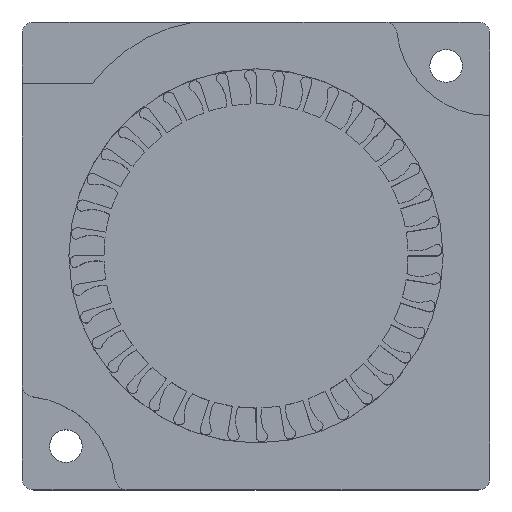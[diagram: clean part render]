
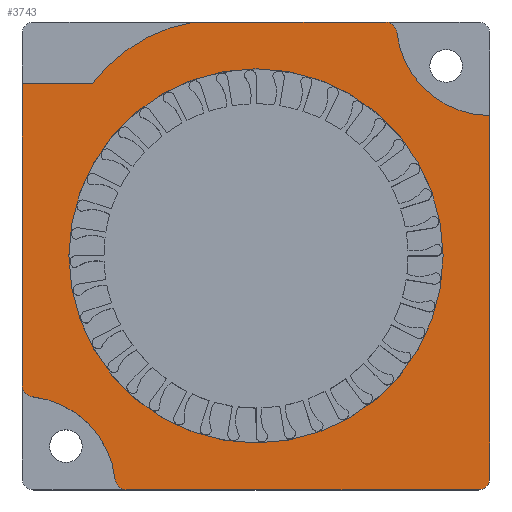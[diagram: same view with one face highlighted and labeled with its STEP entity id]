
A CAD part, top view. The second image highlights one B-rep face of the part: STEP entity #3743.
In plain terms, the highlighted planar face has unit normal (0, 0, 1).
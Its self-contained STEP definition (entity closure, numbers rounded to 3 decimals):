
#14=FACE_BOUND('',#450,.T.);
#67=PLANE('',#4206);
#253=FACE_OUTER_BOUND('',#449,.T.);
#449=EDGE_LOOP('',(#3051,#3052,#3053,#3054,#3055,#3056,#3057,#3058,#3059,
#3060,#3061,#3062));
#450=EDGE_LOOP('',(#3063));
#654=LINE('',#6101,#958);
#784=LINE('',#6527,#1088);
#788=LINE('',#6536,#1092);
#792=LINE('',#6549,#1096);
#793=LINE('',#6552,#1097);
#958=VECTOR('',#4773,1000.);
#1088=VECTOR('',#5315,1000.);
#1092=VECTOR('',#5321,1000.);
#1096=VECTOR('',#5333,1000.);
#1097=VECTOR('',#5336,1000.);
#1143=CIRCLE('',#3839,8.);
#1386=CIRCLE('',#4207,0.5);
#1387=CIRCLE('',#4208,4.);
#1388=CIRCLE('',#4209,0.5);
#1389=CIRCLE('',#4210,6.883);
#1390=CIRCLE('',#4211,0.5);
#1391=CIRCLE('',#4212,4.);
#1392=CIRCLE('',#4213,0.5);
#1420=VERTEX_POINT('',#5573);
#1663=VERTEX_POINT('',#6099);
#1664=VERTEX_POINT('',#6100);
#1753=VERTEX_POINT('',#6524);
#1754=VERTEX_POINT('',#6526);
#1757=VERTEX_POINT('',#6533);
#1758=VERTEX_POINT('',#6535);
#1761=VERTEX_POINT('',#6544);
#1762=VERTEX_POINT('',#6546);
#1763=VERTEX_POINT('',#6548);
#1764=VERTEX_POINT('',#6550);
#1765=VERTEX_POINT('',#6553);
#1766=VERTEX_POINT('',#6555);
#1806=EDGE_CURVE('',#1420,#1420,#1143,.T.);
#2061=EDGE_CURVE('',#1663,#1664,#654,.T.);
#2301=EDGE_CURVE('',#1754,#1753,#784,.T.);
#2305=EDGE_CURVE('',#1758,#1757,#788,.T.);
#2309=EDGE_CURVE('',#1757,#1663,#1386,.T.);
#2310=EDGE_CURVE('',#1761,#1664,#1387,.T.);
#2311=EDGE_CURVE('',#1761,#1762,#1388,.T.);
#2312=EDGE_CURVE('',#1762,#1763,#792,.T.);
#2313=EDGE_CURVE('',#1764,#1763,#1389,.T.);
#2314=EDGE_CURVE('',#1754,#1764,#793,.T.);
#2315=EDGE_CURVE('',#1753,#1765,#1390,.T.);
#2316=EDGE_CURVE('',#1765,#1766,#1391,.T.);
#2317=EDGE_CURVE('',#1766,#1758,#1392,.T.);
#3051=ORIENTED_EDGE('',*,*,#2305,.T.);
#3052=ORIENTED_EDGE('',*,*,#2309,.T.);
#3053=ORIENTED_EDGE('',*,*,#2061,.T.);
#3054=ORIENTED_EDGE('',*,*,#2310,.F.);
#3055=ORIENTED_EDGE('',*,*,#2311,.T.);
#3056=ORIENTED_EDGE('',*,*,#2312,.T.);
#3057=ORIENTED_EDGE('',*,*,#2313,.F.);
#3058=ORIENTED_EDGE('',*,*,#2314,.F.);
#3059=ORIENTED_EDGE('',*,*,#2301,.T.);
#3060=ORIENTED_EDGE('',*,*,#2315,.T.);
#3061=ORIENTED_EDGE('',*,*,#2316,.T.);
#3062=ORIENTED_EDGE('',*,*,#2317,.T.);
#3063=ORIENTED_EDGE('',*,*,#1806,.F.);
#3743=ADVANCED_FACE('',(#253,#14),#67,.F.);
#3839=AXIS2_PLACEMENT_3D('',#5575,#4331,#4332);
#4206=AXIS2_PLACEMENT_3D('',#6542,#5325,#5326);
#4207=AXIS2_PLACEMENT_3D('',#6543,#5327,#5328);
#4208=AXIS2_PLACEMENT_3D('',#6545,#5329,#5330);
#4209=AXIS2_PLACEMENT_3D('',#6547,#5331,#5332);
#4210=AXIS2_PLACEMENT_3D('',#6551,#5334,#5335);
#4211=AXIS2_PLACEMENT_3D('',#6554,#5337,#5338);
#4212=AXIS2_PLACEMENT_3D('',#6556,#5339,#5340);
#4213=AXIS2_PLACEMENT_3D('',#6557,#5341,#5342);
#4331=DIRECTION('center_axis',(0.,0.,1.));
#4332=DIRECTION('ref_axis',(1.,0.,0.));
#4773=DIRECTION('',(0.,1.,0.));
#5315=DIRECTION('',(0.,-1.,0.));
#5321=DIRECTION('',(1.,0.,0.));
#5325=DIRECTION('center_axis',(0.,0.,-1.));
#5326=DIRECTION('ref_axis',(-1.,0.,0.));
#5327=DIRECTION('center_axis',(0.,0.,1.));
#5328=DIRECTION('ref_axis',(-1.,0.,0.));
#5329=DIRECTION('center_axis',(0.,0.,1.));
#5330=DIRECTION('ref_axis',(1.,0.,0.));
#5331=DIRECTION('center_axis',(0.,0.,1.));
#5332=DIRECTION('ref_axis',(-1.,0.,0.));
#5333=DIRECTION('',(-1.,0.,0.));
#5334=DIRECTION('center_axis',(0.,0.,-1.));
#5335=DIRECTION('ref_axis',(-1.,0.,0.));
#5336=DIRECTION('',(1.,0.,0.));
#5337=DIRECTION('center_axis',(0.,0.,1.));
#5338=DIRECTION('ref_axis',(-1.,0.,0.));
#5339=DIRECTION('center_axis',(0.,0.,-1.));
#5340=DIRECTION('ref_axis',(-1.,0.,0.));
#5341=DIRECTION('center_axis',(0.,0.,1.));
#5342=DIRECTION('ref_axis',(-1.,0.,0.));
#5573=CARTESIAN_POINT('',(2.,10.,6.3));
#5575=CARTESIAN_POINT('Origin',(10.,10.,6.3));
#6099=CARTESIAN_POINT('',(20.,0.5,6.3));
#6100=CARTESIAN_POINT('',(20.,16.,6.3));
#6101=CARTESIAN_POINT('',(20.,0.,6.3));
#6524=CARTESIAN_POINT('',(0.,4.472,6.3));
#6526=CARTESIAN_POINT('',(0.,17.35,6.3));
#6527=CARTESIAN_POINT('',(0.,0.,6.3));
#6533=CARTESIAN_POINT('',(19.5,0.,6.3));
#6535=CARTESIAN_POINT('',(4.472,0.,6.3));
#6536=CARTESIAN_POINT('',(0.,0.,6.3));
#6542=CARTESIAN_POINT('Origin',(0.,0.,6.3));
#6543=CARTESIAN_POINT('Origin',(19.5,0.5,6.3));
#6544=CARTESIAN_POINT('',(16.025,19.556,6.3));
#6545=CARTESIAN_POINT('Origin',(20.,20.,6.3));
#6546=CARTESIAN_POINT('',(15.528,20.,6.3));
#6547=CARTESIAN_POINT('Origin',(15.528,19.5,6.3));
#6548=CARTESIAN_POINT('',(7.333,20.,6.3));
#6549=CARTESIAN_POINT('',(0.,20.,6.3));
#6550=CARTESIAN_POINT('',(3.,17.35,6.3));
#6551=CARTESIAN_POINT('Origin',(8.504,13.218,6.3));
#6552=CARTESIAN_POINT('',(0.,17.35,6.3));
#6553=CARTESIAN_POINT('',(0.444,3.975,6.3));
#6554=CARTESIAN_POINT('Origin',(0.5,4.472,6.3));
#6555=CARTESIAN_POINT('',(3.975,0.444,6.3));
#6556=CARTESIAN_POINT('Origin',(0.,0.,
6.3));
#6557=CARTESIAN_POINT('Origin',(4.472,0.5,6.3));
